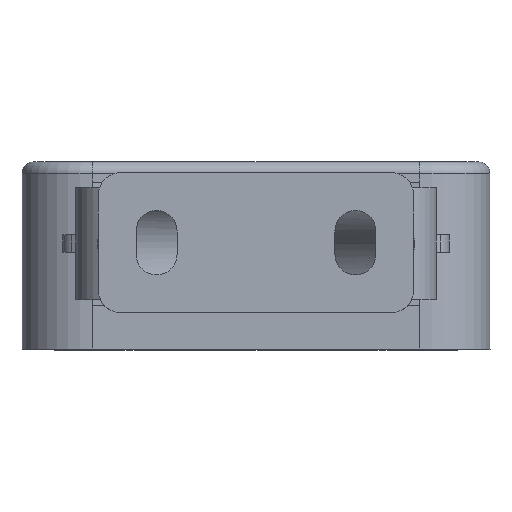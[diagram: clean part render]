
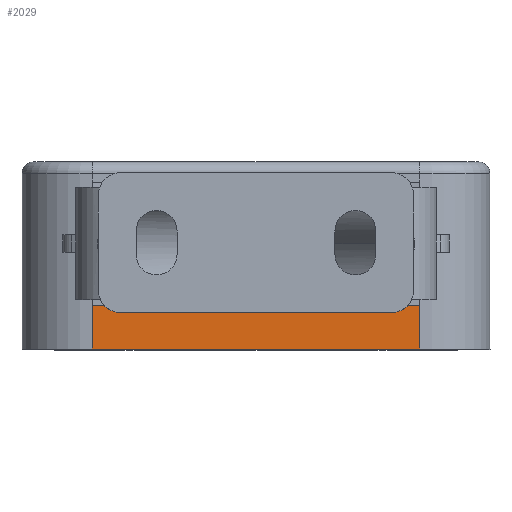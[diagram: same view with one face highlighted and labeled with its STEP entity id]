
A CAD part, top view. The second image highlights one B-rep face of the part: STEP entity #2029.
In plain terms, the highlighted face is planar.
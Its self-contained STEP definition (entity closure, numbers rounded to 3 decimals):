
#539 = VERTEX_POINT ( 'NONE', #4982 ) ;
#572 = ORIENTED_EDGE ( 'NONE', *, *, #7812, .F. ) ;
#986 = VECTOR ( 'NONE', #3659, 1000. ) ;
#1061 = DIRECTION ( 'NONE',  ( 0., 0., -1. ) ) ;
#1461 = EDGE_CURVE ( 'NONE', #5708, #7474, #2739, .T. ) ;
#1479 = LINE ( 'NONE', #4484, #8632 ) ;
#1685 = ORIENTED_EDGE ( 'NONE', *, *, #1461, .F. ) ;
#2029 = ADVANCED_FACE ( 'NONE', ( #3700 ), #8198, .T. ) ;
#2739 = LINE ( 'NONE', #7871, #7604 ) ;
#2816 = EDGE_LOOP ( 'NONE', ( #7293, #6622, #572, #1685 ) ) ;
#3343 = EDGE_CURVE ( 'NONE', #539, #4135, #1479, .T. ) ;
#3659 = DIRECTION ( 'NONE',  ( 0., -1., 0. ) ) ;
#3700 = FACE_OUTER_BOUND ( 'NONE', #2816, .T. ) ;
#3952 = CARTESIAN_POINT ( 'NONE',  ( 57., 14., 0. ) ) ;
#4043 = DIRECTION ( 'NONE',  ( 1., 0., 0. ) ) ;
#4135 = VERTEX_POINT ( 'NONE', #4700 ) ;
#4199 = LINE ( 'NONE', #8525, #986 ) ;
#4484 = CARTESIAN_POINT ( 'NONE',  ( 57., -14., 6.5 ) ) ;
#4700 = CARTESIAN_POINT ( 'NONE',  ( 57., -14., 0. ) ) ;
#4982 = CARTESIAN_POINT ( 'NONE',  ( 57., -14., 3.75 ) ) ;
#5414 = VECTOR ( 'NONE', #7419, 1000. ) ;
#5708 = VERTEX_POINT ( 'NONE', #7400 ) ;
#5996 = CARTESIAN_POINT ( 'NONE',  ( 57., 11., 3.75 ) ) ;
#6622 = ORIENTED_EDGE ( 'NONE', *, *, #3343, .T. ) ;
#7179 = DIRECTION ( 'NONE',  ( 0., 0., -1. ) ) ;
#7261 = LINE ( 'NONE', #5996, #5414 ) ;
#7293 = ORIENTED_EDGE ( 'NONE', *, *, #7439, .T. ) ;
#7400 = CARTESIAN_POINT ( 'NONE',  ( 57., 14., 3.75 ) ) ;
#7419 = DIRECTION ( 'NONE',  ( 0., -1., 0. ) ) ;
#7439 = EDGE_CURVE ( 'NONE', #5708, #539, #7261, .T. ) ;
#7462 = CARTESIAN_POINT ( 'NONE',  ( 57., 14., 6.5 ) ) ;
#7474 = VERTEX_POINT ( 'NONE', #3952 ) ;
#7604 = VECTOR ( 'NONE', #7179, 1000. ) ;
#7812 = EDGE_CURVE ( 'NONE', #7474, #4135, #4199, .T. ) ;
#7871 = CARTESIAN_POINT ( 'NONE',  ( 57., 14., 6.5 ) ) ;
#7897 = AXIS2_PLACEMENT_3D ( 'NONE', #7462, #4043, #8903 ) ;
#8198 = PLANE ( 'NONE',  #7897 ) ;
#8525 = CARTESIAN_POINT ( 'NONE',  ( 57., 14., 0. ) ) ;
#8632 = VECTOR ( 'NONE', #1061, 1000. ) ;
#8903 = DIRECTION ( 'NONE',  ( 0., 0., -1. ) ) ;
